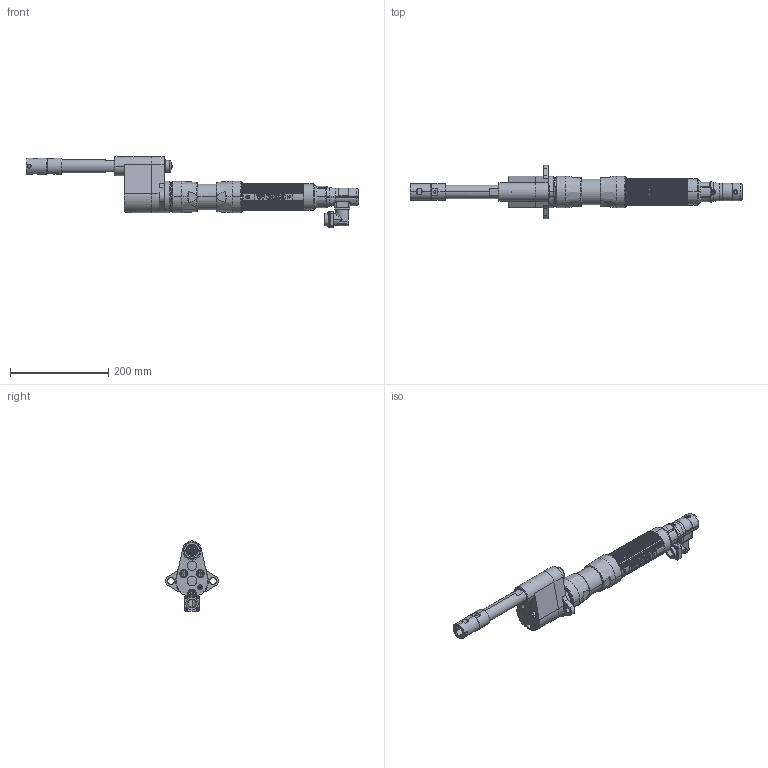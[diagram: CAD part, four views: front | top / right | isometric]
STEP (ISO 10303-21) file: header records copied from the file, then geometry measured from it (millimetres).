
FILE_DESCRIPTION((''),'2;1');
FILE_NAME('EB45MD2S0004-87','2021-06-02T17:08:34',('CEG0317'),(''),'CREO PARAMETRIC BY PTC INC, 2017380','CREO PARAMETRIC BY PTC INC, 2017380','');
FILE_SCHEMA(('CONFIG_CONTROL_DESIGN'));
Length unit declared in the file: inch
Products named in the file (1): EB45MD2S0004-87
Bounding box: 675.82 x 108.08 x 142.72 mm (x, y, z)
Surface area: 203490.4 mm2 (no closed solid volume)
Topology: 0 solids, 133 shells, 590 faces, 3350 edges, 2762 vertices
Faces by surface type: cylinder 252, plane 182, cone 51, torus 47, bspline 46, sphere 10, extrusion 2
Entity records: 41967 total; most frequent: CARTESIAN_POINT 17650, DIRECTION 4698, ORIENTED_EDGE 4280, EDGE_CURVE 3350, VERTEX_POINT 2762, VECTOR 1668, LINE 1666, AXIS2_PLACEMENT_3D 1515
